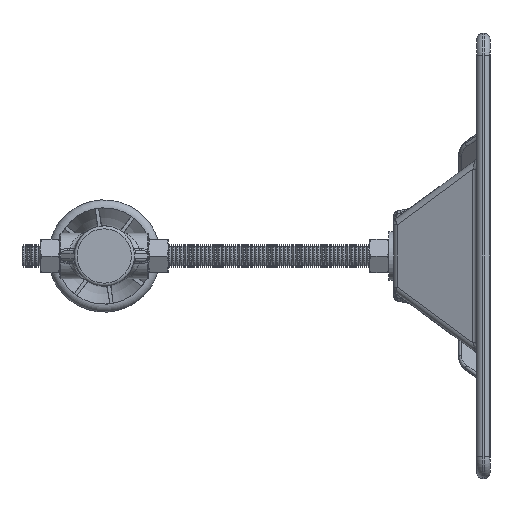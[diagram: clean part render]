
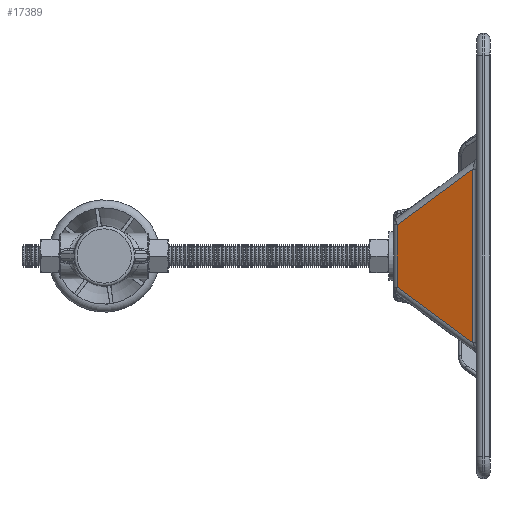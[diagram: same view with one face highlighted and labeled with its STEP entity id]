
A CAD part, left-side view. The second image highlights one B-rep face of the part: STEP entity #17389.
In plain terms, the highlighted planar face has unit normal (-0.94, 0.342, 0).
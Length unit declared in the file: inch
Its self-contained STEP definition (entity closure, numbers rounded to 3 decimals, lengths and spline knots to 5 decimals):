
#2111=CARTESIAN_POINT('',(-3.59395,1.5592,-0.52477));
#2112=VERTEX_POINT('',#2111);
#17352=CARTESIAN_POINT('',(-3.57,1.625,-0.6));
#17353=DIRECTION('',(-0.94,0.342,0.0));
#17354=DIRECTION('',(0.0,0.0,1.0));
#17355=AXIS2_PLACEMENT_3D('',#17352,#17353,#17354);
#17356=PLANE('',#17355);
#17357=CARTESIAN_POINT('',(-4.05561,0.2908,-1.46144));
#17358=VERTEX_POINT('',#17357);
#17359=CARTESIAN_POINT('',(-4.05561,0.2908,1.46144));
#17360=VERTEX_POINT('',#17359);
#17361=CARTESIAN_POINT('',(-4.05561,0.2908,-1.46144));
#17362=DIRECTION('',(0.0,0.0,1.0));
#17363=VECTOR('',#17362,2.92288);
#17364=LINE('',#17361,#17363);
#17365=EDGE_CURVE('',#17358,#17360,#17364,.T.);
#17366=ORIENTED_EDGE('',*,*,#17365,.T.);
#17367=CARTESIAN_POINT('',(-3.59395,1.5592,0.52477));
#17368=VERTEX_POINT('',#17367);
#17369=CARTESIAN_POINT('',(-4.05561,0.2908,1.46144));
#17370=DIRECTION('',(0.281,0.772,-0.57));
#17371=VECTOR('',#17370,1.64296);
#17372=LINE('',#17369,#17371);
#17373=EDGE_CURVE('',#17360,#17368,#17372,.T.);
#17374=ORIENTED_EDGE('',*,*,#17373,.T.);
#17375=CARTESIAN_POINT('',(-3.59395,1.5592,0.52477));
#17376=DIRECTION('',(0.0,0.0,-1.0));
#17377=VECTOR('',#17376,1.04954);
#17378=LINE('',#17375,#17377);
#17379=EDGE_CURVE('',#17368,#2112,#17378,.T.);
#17380=ORIENTED_EDGE('',*,*,#17379,.T.);
#17381=CARTESIAN_POINT('',(-3.59395,1.5592,-0.52477));
#17382=DIRECTION('',(-0.281,-0.772,-0.57));
#17383=VECTOR('',#17382,1.64296);
#17384=LINE('',#17381,#17383);
#17385=EDGE_CURVE('',#2112,#17358,#17384,.T.);
#17386=ORIENTED_EDGE('',*,*,#17385,.T.);
#17387=EDGE_LOOP('',(#17366,#17374,#17380,#17386));
#17388=FACE_OUTER_BOUND('',#17387,.T.);
#17389=ADVANCED_FACE('',(#17388),#17356,.T.);
